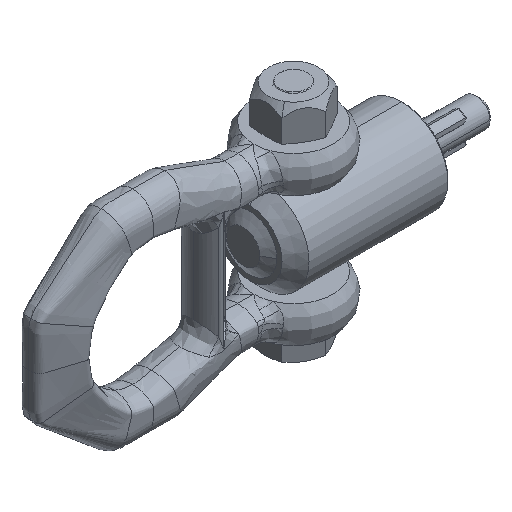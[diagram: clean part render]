
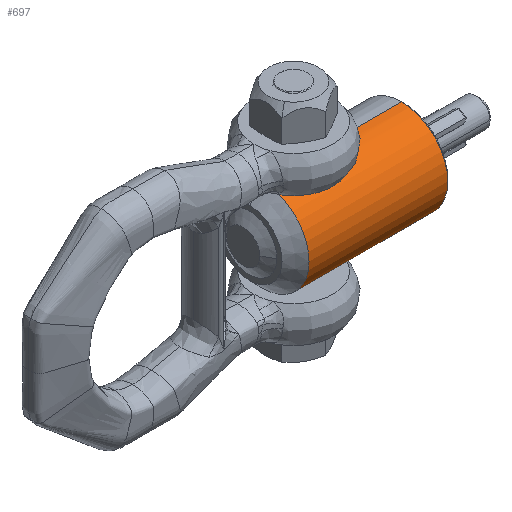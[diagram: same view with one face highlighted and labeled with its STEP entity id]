
A CAD part, isometric view. The second image highlights one B-rep face of the part: STEP entity #697.
In plain terms, the highlighted cylindrical face has radius 10.75 mm (diameter 21.5 mm), a partial arc.
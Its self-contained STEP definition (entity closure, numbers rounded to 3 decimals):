
#697=ADVANCED_FACE('',(#1395),#1396,.T.);
#1395=FACE_OUTER_BOUND('',#9088,.T.);
#1396=CYLINDRICAL_SURFACE('',#9089,10.75);
#9088=EDGE_LOOP('',(#10987,#10988,#10989,#10990,#10991,#10992,#10993,#10994,#10995));
#9089=AXIS2_PLACEMENT_3D('',#10996,#10997,#10998);
#10987=ORIENTED_EDGE('',*,*,#11601,.T.);
#10988=ORIENTED_EDGE('',*,*,#11852,.T.);
#10989=ORIENTED_EDGE('',*,*,#11606,.T.);
#10990=ORIENTED_EDGE('',*,*,#11854,.F.);
#10991=ORIENTED_EDGE('',*,*,#11604,.T.);
#10992=ORIENTED_EDGE('',*,*,#11851,.T.);
#10993=ORIENTED_EDGE('',*,*,#11602,.T.);
#10994=ORIENTED_EDGE('',*,*,#11857,.T.);
#10995=ORIENTED_EDGE('',*,*,#11858,.T.);
#10996=CARTESIAN_POINT('',(0.0,0.0,0.0));
#10997=DIRECTION('',(1.0,-0.0,0.0));
#10998=DIRECTION('',(0.0,0.0,1.0));
#11601=EDGE_CURVE('',#12719,#12727,#12728,.T.);
#11602=EDGE_CURVE('',#12729,#12723,#12730,.T.);
#11604=EDGE_CURVE('',#12733,#12731,#12734,.T.);
#11606=EDGE_CURVE('',#12737,#12735,#12738,.T.);
#11851=EDGE_CURVE('',#12731,#12729,#13100,.T.);
#11852=EDGE_CURVE('',#12727,#12737,#13101,.T.);
#11854=EDGE_CURVE('',#12733,#12735,#13103,.T.);
#11857=EDGE_CURVE('',#12723,#13106,#13107,.T.);
#11858=EDGE_CURVE('',#13106,#12719,#13108,.T.);
#12719=VERTEX_POINT('',#17827);
#12723=VERTEX_POINT('',#17832);
#12727=VERTEX_POINT('',#17837);
#12728=LINE('',#17838,#17839);
#12729=VERTEX_POINT('',#17840);
#12730=LINE('',#17841,#17842);
#12731=VERTEX_POINT('',#17843);
#12733=VERTEX_POINT('',#17863);
#12734=LINE('',#17864,#17865);
#12735=VERTEX_POINT('',#17866);
#12737=VERTEX_POINT('',#17868);
#12738=LINE('',#17869,#17870);
#13100=B_SPLINE_CURVE_WITH_KNOTS('',3,(#18549,#18550,#18551,#18552,#18553,#18554,#18555,#18556,#18557,#18558,#18559,#18560,#18561,#18562,#18563,#18564,#18565,#18566),.UNSPECIFIED.,.F.,.F.,(4,2,2,2,2,2,2,2,4),(0.625,0.781,0.937,1.093,1.249,1.406,1.562,1.718,1.874),.UNSPECIFIED.);
#13101=B_SPLINE_CURVE_WITH_KNOTS('',3,(#18567,#18568,#18569,#18570,#18571,#18572,#18573,#18574,#18575,#18576,#18577,#18578,#18579,#18580,#18581,#18582,#18583,#18584),.UNSPECIFIED.,.F.,.F.,(4,2,2,2,2,2,2,2,4),(0.625,0.781,0.937,1.093,1.249,1.406,1.562,1.718,1.874),.UNSPECIFIED.);
#13103=CIRCLE('',#18586,10.75);
#13106=VERTEX_POINT('',#18589);
#13107=CIRCLE('',#18590,10.75);
#13108=CIRCLE('',#18591,10.75);
#17827=CARTESIAN_POINT('',(35.5,0.,10.75));
#17832=CARTESIAN_POINT('',(35.5,0.,-10.75));
#17837=CARTESIAN_POINT('',(14.4,0.,10.75));
#17838=CARTESIAN_POINT('',(19.325,0.,10.75));
#17839=VECTOR('',#19237,1.0);
#17840=CARTESIAN_POINT('',(14.4,0.,-10.75));
#17841=CARTESIAN_POINT('',(0.0,0.,-10.75));
#17842=VECTOR('',#19238,10.75);
#17843=CARTESIAN_POINT('',(6.2,0.,-10.75));
#17863=CARTESIAN_POINT('',(3.15,0.,-10.75));
#17864=CARTESIAN_POINT('',(0.0,0.,-10.75));
#17865=VECTOR('',#19239,10.75);
#17866=CARTESIAN_POINT('',(3.15,0.,10.75));
#17868=CARTESIAN_POINT('',(6.2,0.,10.75));
#17869=CARTESIAN_POINT('',(19.325,0.,10.75));
#17870=VECTOR('',#19243,1.0);
#18549=CARTESIAN_POINT('',(6.2,0.,-10.75));
#18550=CARTESIAN_POINT('',(6.2,-0.52,-10.75));
#18551=CARTESIAN_POINT('',(6.305,-1.072,-10.709));
#18552=CARTESIAN_POINT('',(6.725,-2.081,-10.559));
#18553=CARTESIAN_POINT('',(7.04,-2.538,-10.453));
#18554=CARTESIAN_POINT('',(7.762,-3.26,-10.251));
#18555=CARTESIAN_POINT('',(8.22,-3.575,-10.141));
#18556=CARTESIAN_POINT('',(9.228,-3.995,-9.983));
#18557=CARTESIAN_POINT('',(9.779,-4.1,-9.937));
#18558=CARTESIAN_POINT('',(10.821,-4.1,-9.937));
#18559=CARTESIAN_POINT('',(11.372,-3.995,-9.983));
#18560=CARTESIAN_POINT('',(12.38,-3.575,-10.141));
#18561=CARTESIAN_POINT('',(12.838,-3.26,-10.251));
#18562=CARTESIAN_POINT('',(13.56,-2.538,-10.453));
#18563=CARTESIAN_POINT('',(13.875,-2.081,-10.559));
#18564=CARTESIAN_POINT('',(14.295,-1.072,-10.709));
#18565=CARTESIAN_POINT('',(14.4,-0.52,-10.75));
#18566=CARTESIAN_POINT('',(14.4,0.,-10.75));
#18567=CARTESIAN_POINT('',(14.4,0.,10.75));
#18568=CARTESIAN_POINT('',(14.4,-0.52,10.75));
#18569=CARTESIAN_POINT('',(14.295,-1.072,10.709));
#18570=CARTESIAN_POINT('',(13.875,-2.081,10.559));
#18571=CARTESIAN_POINT('',(13.56,-2.538,10.453));
#18572=CARTESIAN_POINT('',(12.838,-3.26,10.251));
#18573=CARTESIAN_POINT('',(12.38,-3.575,10.141));
#18574=CARTESIAN_POINT('',(11.372,-3.995,9.983));
#18575=CARTESIAN_POINT('',(10.821,-4.1,9.937));
#18576=CARTESIAN_POINT('',(9.779,-4.1,9.937));
#18577=CARTESIAN_POINT('',(9.228,-3.995,9.983));
#18578=CARTESIAN_POINT('',(8.22,-3.575,10.141));
#18579=CARTESIAN_POINT('',(7.762,-3.26,10.251));
#18580=CARTESIAN_POINT('',(7.04,-2.538,10.453));
#18581=CARTESIAN_POINT('',(6.725,-2.081,10.559));
#18582=CARTESIAN_POINT('',(6.305,-1.072,10.709));
#18583=CARTESIAN_POINT('',(6.2,-0.52,10.75));
#18584=CARTESIAN_POINT('',(6.2,0.,10.75));
#18586=AXIS2_PLACEMENT_3D('',#19540,#19541,#19542);
#18589=CARTESIAN_POINT('',(35.5,-10.75,0.0));
#18590=AXIS2_PLACEMENT_3D('',#19546,#19547,#19548);
#18591=AXIS2_PLACEMENT_3D('',#19549,#19550,#19551);
#19237=DIRECTION('',(-1.0,0.0,-0.0));
#19238=DIRECTION('',(1.0,0.0,0.0));
#19239=DIRECTION('',(1.0,0.0,0.0));
#19243=DIRECTION('',(-1.0,0.0,-0.0));
#19540=CARTESIAN_POINT('',(3.15,0.0,0.0));
#19541=DIRECTION('',(-1.0,0.0,0.0));
#19542=DIRECTION('',(0.0,0.0,1.0));
#19546=CARTESIAN_POINT('',(35.5,0.0,0.0));
#19547=DIRECTION('',(-1.0,0.0,0.0));
#19548=DIRECTION('',(0.0,0.0,1.0));
#19549=CARTESIAN_POINT('',(35.5,0.0,0.0));
#19550=DIRECTION('',(-1.0,0.0,0.0));
#19551=DIRECTION('',(0.0,0.0,1.0));
